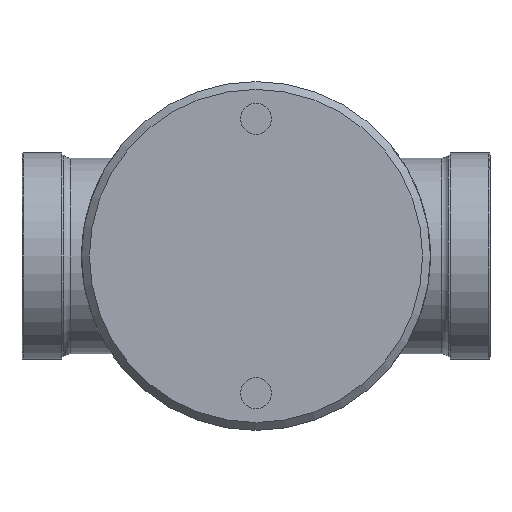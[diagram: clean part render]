
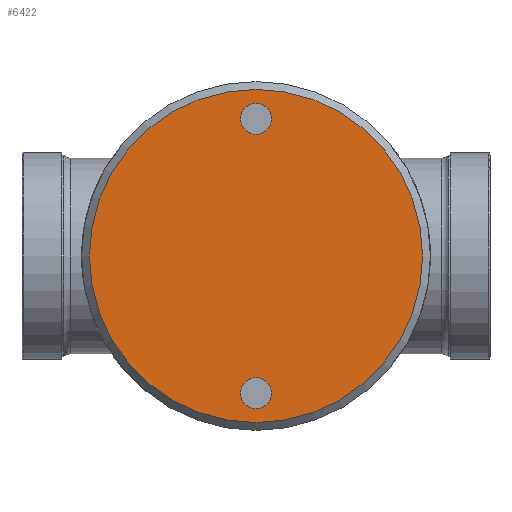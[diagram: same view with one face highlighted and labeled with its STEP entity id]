
A CAD part, front view. The second image highlights one B-rep face of the part: STEP entity #6422.
In plain terms, the highlighted planar face has unit normal (0, -1, 0).
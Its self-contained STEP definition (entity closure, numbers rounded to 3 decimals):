
#75 = CARTESIAN_POINT ( 'NONE',  ( 0., 0., 0. ) ) ;
#236 = EDGE_CURVE ( 'NONE', #3584, #3584, #2365, .T. ) ;
#524 = AXIS2_PLACEMENT_3D ( 'NONE', #4714, #2149, #7733 ) ;
#765 = CARTESIAN_POINT ( 'NONE',  ( 0., 0., -38.969 ) ) ;
#1136 = CARTESIAN_POINT ( 'NONE',  ( 0., 0., 31.031 ) ) ;
#1171 = CIRCLE ( 'NONE', #2229, 3.969 ) ;
#2149 = DIRECTION ( 'NONE',  ( 0., -1., 0. ) ) ;
#2166 = EDGE_LOOP ( 'NONE', ( #7124 ) ) ;
#2229 = AXIS2_PLACEMENT_3D ( 'NONE', #5004, #4342, #7521 ) ;
#2365 = CIRCLE ( 'NONE', #524, 42.5 ) ;
#3030 = EDGE_LOOP ( 'NONE', ( #5284 ) ) ;
#3327 = FACE_BOUND ( 'NONE', #3030, .T. ) ;
#3584 = VERTEX_POINT ( 'NONE', #7458 ) ;
#3667 = VERTEX_POINT ( 'NONE', #1136 ) ;
#3868 = DIRECTION ( 'NONE',  ( 0., 0., 1. ) ) ;
#4011 = EDGE_CURVE ( 'NONE', #3667, #3667, #7951, .T. ) ;
#4138 = EDGE_LOOP ( 'NONE', ( #5169 ) ) ;
#4342 = DIRECTION ( 'NONE',  ( 0., -1., 0. ) ) ;
#4520 = PLANE ( 'NONE',  #7103 ) ;
#4592 = CARTESIAN_POINT ( 'NONE',  ( 0., 0., 35. ) ) ;
#4714 = CARTESIAN_POINT ( 'NONE',  ( 0., 0., 0. ) ) ;
#4721 = DIRECTION ( 'NONE',  ( 0., 0., -1. ) ) ;
#5004 = CARTESIAN_POINT ( 'NONE',  ( 0., 0., -35. ) ) ;
#5169 = ORIENTED_EDGE ( 'NONE', *, *, #236, .T. ) ;
#5284 = ORIENTED_EDGE ( 'NONE', *, *, #6120, .F. ) ;
#5844 = DIRECTION ( 'NONE',  ( 0., 1., 0. ) ) ;
#6120 = EDGE_CURVE ( 'NONE', #7662, #7662, #1171, .T. ) ;
#6422 = ADVANCED_FACE ( 'NONE', ( #7664, #6997, #3327 ), #4520, .F. ) ;
#6997 = FACE_BOUND ( 'NONE', #2166, .T. ) ;
#7103 = AXIS2_PLACEMENT_3D ( 'NONE', #75, #5844, #3868 ) ;
#7124 = ORIENTED_EDGE ( 'NONE', *, *, #4011, .F. ) ;
#7132 = AXIS2_PLACEMENT_3D ( 'NONE', #4592, #7918, #4721 ) ;
#7458 = CARTESIAN_POINT ( 'NONE',  ( 0., 0., 42.5 ) ) ;
#7521 = DIRECTION ( 'NONE',  ( 0., 0., -1. ) ) ;
#7662 = VERTEX_POINT ( 'NONE', #765 ) ;
#7664 = FACE_OUTER_BOUND ( 'NONE', #4138, .T. ) ;
#7733 = DIRECTION ( 'NONE',  ( 0., 0., 1. ) ) ;
#7918 = DIRECTION ( 'NONE',  ( 0., -1., 0. ) ) ;
#7951 = CIRCLE ( 'NONE', #7132, 3.969 ) ;
